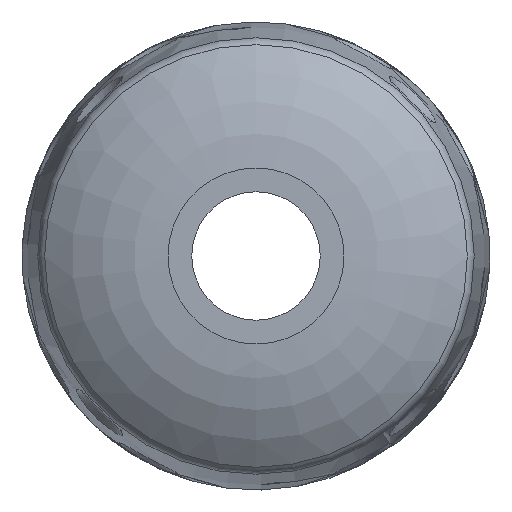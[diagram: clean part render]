
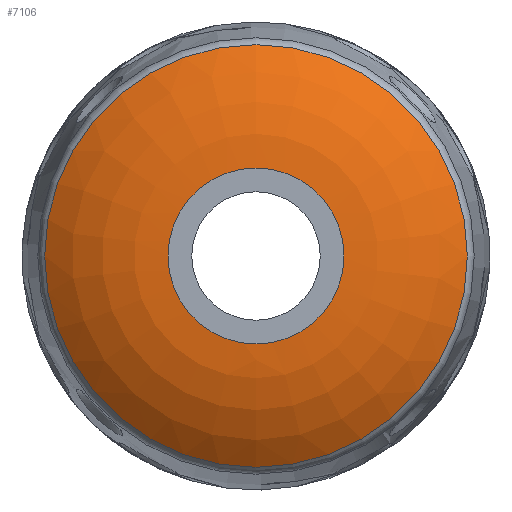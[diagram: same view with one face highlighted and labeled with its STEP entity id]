
A CAD part, left-side view. The second image highlights one B-rep face of the part: STEP entity #7106.
In plain terms, the highlighted toroidal (fillet/blend) face has major radius 6.35 mm and minor radius 15 mm.
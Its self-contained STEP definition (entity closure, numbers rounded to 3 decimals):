
#333=DEGENERATE_TOROIDAL_SURFACE('',#7718,6.35,15.,.T.);
#1841=ORIENTED_EDGE('',*,*,#3722,.F.);
#1842=ORIENTED_EDGE('',*,*,#3723,.T.);
#3722=EDGE_CURVE('',#4665,#4665,#5093,.F.);
#3723=EDGE_CURVE('',#4666,#4666,#5094,.F.);
#4665=VERTEX_POINT('',#13416);
#4666=VERTEX_POINT('',#13418);
#5093=CIRCLE('',#7719,6.4);
#5094=CIRCLE('',#7720,15.802);
#5377=EDGE_LOOP('',(#1841));
#5378=EDGE_LOOP('',(#1842));
#6230=FACE_BOUND('',#5377,.T.);
#6231=FACE_BOUND('',#5378,.T.);
#7106=ADVANCED_FACE('',(#6230,#6231),#333,.T.);
#7718=AXIS2_PLACEMENT_3D('',#13414,#8375,#8376);
#7719=AXIS2_PLACEMENT_3D('',#13415,#8377,#8378);
#7720=AXIS2_PLACEMENT_3D('',#13417,#8379,#8380);
#8375=DIRECTION('',(0.,-1.,0.));
#8376=DIRECTION('',(0.,0.,-1.));
#8377=DIRECTION('',(0.,1.,0.));
#8378=DIRECTION('',(0.,0.,1.));
#8379=DIRECTION('',(0.,1.,0.));
#8380=DIRECTION('',(0.,0.,1.));
#13414=CARTESIAN_POINT('',(0.,-65.,0.));
#13415=CARTESIAN_POINT('',(0.,-80.,0.));
#13416=CARTESIAN_POINT('',(0.,-80.,6.4));
#13417=CARTESIAN_POINT('',(0.,-76.647,0.));
#13418=CARTESIAN_POINT('',(0.,-76.647,15.802));
